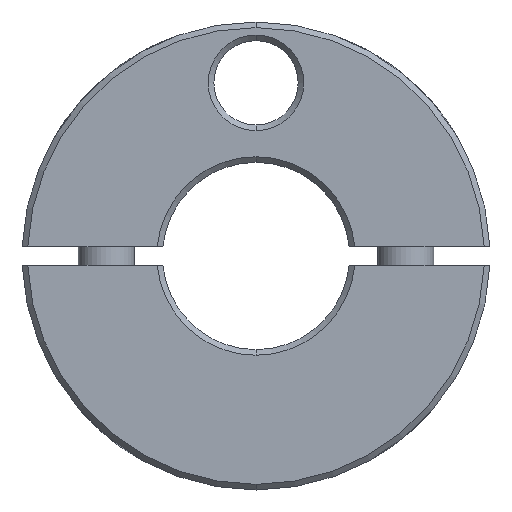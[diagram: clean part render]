
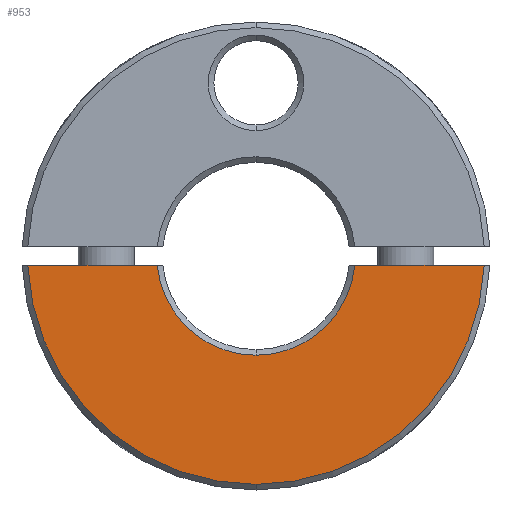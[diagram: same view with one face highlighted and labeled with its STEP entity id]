
A CAD part, front view. The second image highlights one B-rep face of the part: STEP entity #953.
In plain terms, the highlighted planar face has unit normal (0, -1, 0).
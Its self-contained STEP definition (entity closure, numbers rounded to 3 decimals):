
#597=EDGE_CURVE('',#679,#1473,#1629,.T.);
#663=VERTEX_POINT('',#1702);
#679=VERTEX_POINT('',#1718);
#903=EDGE_CURVE('',#679,#1121,#1972,.T.);
#953=ADVANCED_FACE('',(#2028),#2029,.T.);
#985=VERTEX_POINT('',#2064);
#1099=EDGE_CURVE('',#663,#1517,#2194,.T.);
#1121=VERTEX_POINT('',#2217);
#1245=EDGE_CURVE('',#985,#663,#2347,.T.);
#1381=EDGE_CURVE('',#1121,#985,#2502,.T.);
#1463=EDGE_CURVE('',#1473,#1517,#2596,.T.);
#1473=VERTEX_POINT('',#2607);
#1517=VERTEX_POINT('',#2656);
#1629=CIRCLE('',#2794,10.6);
#1702=CARTESIAN_POINT('',(24.379,-13.0,-1.0));
#1718=CARTESIAN_POINT('',(-10.553,-13.0,-1.0));
#1972=LINE('',#3399,#3400);
#2028=FACE_OUTER_BOUND('',#3522,.T.);
#2029=PLANE('',#3523);
#2064=CARTESIAN_POINT('',(0.,-13.,-24.4));
#2194=LINE('',#3787,#3788);
#2217=CARTESIAN_POINT('',(-24.379,-13.0,-1.0));
#2347=CIRCLE('',#4056,24.4);
#2502=CIRCLE('',#4330,24.4);
#2596=CIRCLE('',#4496,10.6);
#2607=CARTESIAN_POINT('',(0.,-13.,-10.6));
#2656=CARTESIAN_POINT('',(10.553,-13.0,-1.0));
#2794=AXIS2_PLACEMENT_3D('',#4733,#4734,#4735);
#3399=CARTESIAN_POINT('',(6.5,-13.,-1.0));
#3400=VECTOR('',#5126,1.0);
#3522=EDGE_LOOP('',(#5188,#5189,#5190,#5191,#5192,#5193));
#3523=AXIS2_PLACEMENT_3D('',#5194,#5195,#5196);
#3787=CARTESIAN_POINT('',(25.0,-13.,-1.0));
#3788=VECTOR('',#5396,1.0);
#4056=AXIS2_PLACEMENT_3D('',#5524,#5525,#5526);
#4330=AXIS2_PLACEMENT_3D('',#5735,#5736,#5737);
#4496=AXIS2_PLACEMENT_3D('',#5852,#5853,#5854);
#4733=CARTESIAN_POINT('',(0.,-13.,0.));
#4734=DIRECTION('',(0.,-1.0,0.));
#4735=DIRECTION('',(0.,0.,1.0));
#5126=DIRECTION('',(-1.0,0.,0.));
#5188=ORIENTED_EDGE('',*,*,#1099,.T.);
#5189=ORIENTED_EDGE('',*,*,#1463,.F.);
#5190=ORIENTED_EDGE('',*,*,#597,.F.);
#5191=ORIENTED_EDGE('',*,*,#903,.T.);
#5192=ORIENTED_EDGE('',*,*,#1381,.T.);
#5193=ORIENTED_EDGE('',*,*,#1245,.T.);
#5194=CARTESIAN_POINT('',(0.,-13.,17.5));
#5195=DIRECTION('',(0.,-1.0,0.));
#5196=DIRECTION('',(0.,0.,1.0));
#5396=DIRECTION('',(-1.0,0.,0.));
#5524=CARTESIAN_POINT('',(0.,-13.,0.));
#5525=DIRECTION('',(0.,-1.0,0.));
#5526=DIRECTION('',(0.,0.,1.0));
#5735=CARTESIAN_POINT('',(0.,-13.,0.));
#5736=DIRECTION('',(0.,-1.0,0.));
#5737=DIRECTION('',(0.,0.,1.0));
#5852=CARTESIAN_POINT('',(0.,-13.,0.));
#5853=DIRECTION('',(0.,-1.0,0.));
#5854=DIRECTION('',(0.,0.,1.0));
